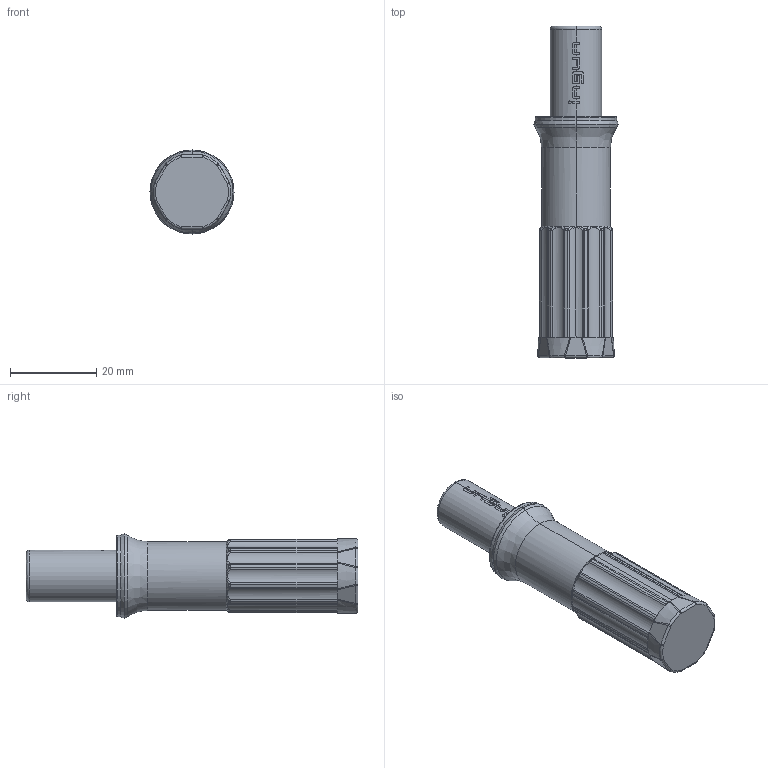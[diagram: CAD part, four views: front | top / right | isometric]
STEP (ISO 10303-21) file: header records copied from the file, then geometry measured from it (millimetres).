
FILE_DESCRIPTION (( 'STEP AP203' ), '1' );
FILE_NAME ('INGUN_DW-15.STEP', '2022-03-16T09:50:34', ( 'ochi' ), ( '' ), 'SwSTEP 2.0', 'SolidWorks 2018', '' );
FILE_SCHEMA (( 'CONFIG_CONTROL_DESIGN' ));
Length unit declared in the file: millimetre
Products named in the file (1): INGUN_DW-15
Bounding box: 19.5 x 77 x 19.5 mm (x, y, z)
Volume: 13945.1 mm3; surface area: 4796.1 mm2
Topology: 1 solids, 1 shells, 301 faces, 741 edges, 438 vertices
Faces by surface type: bspline 142, cylinder 73, plane 68, cone 18
Entity records: 11074 total; most frequent: CARTESIAN_POINT 4814, ORIENTED_EDGE 1466, DIRECTION 1114, EDGE_CURVE 733, AXIS2_PLACEMENT_3D 476, VERTEX_POINT 438, CIRCLE 316, EDGE_LOOP 305
